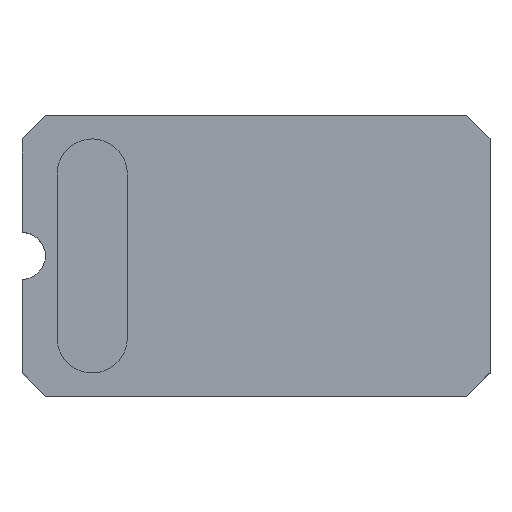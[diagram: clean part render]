
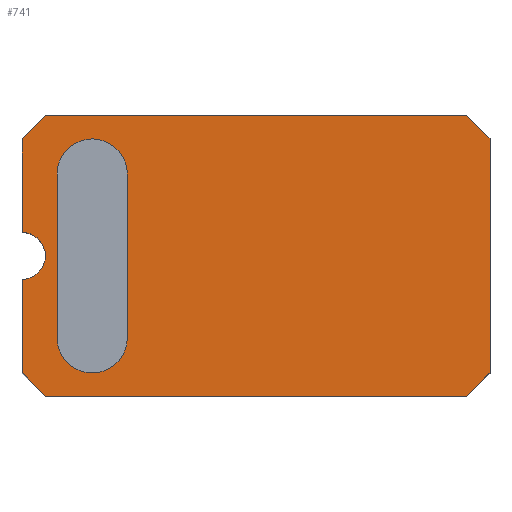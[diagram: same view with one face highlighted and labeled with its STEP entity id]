
A CAD part, top view. The second image highlights one B-rep face of the part: STEP entity #741.
In plain terms, the highlighted planar face has unit normal (0, 0, 1).
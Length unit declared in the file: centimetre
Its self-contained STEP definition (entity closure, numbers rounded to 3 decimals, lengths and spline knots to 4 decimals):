
#16=FACE_BOUND($,#96,.T.);
#20=CIRCLE($,#791,0.0075);
#22=CIRCLE($,#794,0.0075);
#24=CIRCLE($,#800,0.005);
#51=FACE_OUTER_BOUND($,#95,.T.);
#95=EDGE_LOOP($,(#545,#546,#547,#548,#549,#550,#551,#552,#553,#554));
#96=EDGE_LOOP($,(#555,#556,#557,#558));
#151=LINE($,#1092,#243);
#157=LINE($,#1111,#249);
#161=LINE($,#1121,#253);
#163=LINE($,#1125,#255);
#164=LINE($,#1127,#256);
#165=LINE($,#1129,#257);
#166=LINE($,#1131,#258);
#167=LINE($,#1133,#259);
#168=LINE($,#1137,#260);
#169=LINE($,#1139,#261);
#170=LINE($,#1140,#262);
#243=VECTOR($,#882,0.035);
#249=VECTOR($,#902,0.035);
#253=VECTOR($,#910,0.0071);
#255=VECTOR($,#914,0.05);
#256=VECTOR($,#915,0.0071);
#257=VECTOR($,#916,0.09);
#258=VECTOR($,#917,0.0071);
#259=VECTOR($,#918,0.02);
#260=VECTOR($,#921,0.02);
#261=VECTOR($,#922,0.0071);
#262=VECTOR($,#923,0.09);
#327=VERTEX_POINT($,#1090);
#328=VERTEX_POINT($,#1091);
#331=VERTEX_POINT($,#1099);
#333=VERTEX_POINT($,#1105);
#337=VERTEX_POINT($,#1118);
#338=VERTEX_POINT($,#1120);
#339=VERTEX_POINT($,#1124);
#340=VERTEX_POINT($,#1126);
#341=VERTEX_POINT($,#1128);
#342=VERTEX_POINT($,#1130);
#343=VERTEX_POINT($,#1132);
#344=VERTEX_POINT($,#1134);
#345=VERTEX_POINT($,#1136);
#346=VERTEX_POINT($,#1138);
#403=EDGE_CURVE($,#327,#328,#151,.T.);
#407=EDGE_CURVE($,#328,#331,#20,.T.);
#410=EDGE_CURVE($,#333,#327,#22,.T.);
#413=EDGE_CURVE($,#331,#333,#157,.T.);
#417=EDGE_CURVE($,#337,#338,#161,.T.);
#419=EDGE_CURVE($,#337,#339,#163,.T.);
#420=EDGE_CURVE($,#340,#339,#164,.T.);
#421=EDGE_CURVE($,#340,#341,#165,.T.);
#422=EDGE_CURVE($,#342,#341,#166,.T.);
#423=EDGE_CURVE($,#342,#343,#167,.T.);
#424=EDGE_CURVE($,#343,#344,#24,.T.);
#425=EDGE_CURVE($,#344,#345,#168,.T.);
#426=EDGE_CURVE($,#346,#345,#169,.T.);
#427=EDGE_CURVE($,#346,#338,#170,.T.);
#545=ORIENTED_EDGE($,*,*,#417,.F.);
#546=ORIENTED_EDGE($,*,*,#419,.T.);
#547=ORIENTED_EDGE($,*,*,#420,.F.);
#548=ORIENTED_EDGE($,*,*,#421,.T.);
#549=ORIENTED_EDGE($,*,*,#422,.F.);
#550=ORIENTED_EDGE($,*,*,#423,.T.);
#551=ORIENTED_EDGE($,*,*,#424,.T.);
#552=ORIENTED_EDGE($,*,*,#425,.T.);
#553=ORIENTED_EDGE($,*,*,#426,.F.);
#554=ORIENTED_EDGE($,*,*,#427,.T.);
#555=ORIENTED_EDGE($,*,*,#407,.T.);
#556=ORIENTED_EDGE($,*,*,#413,.T.);
#557=ORIENTED_EDGE($,*,*,#410,.T.);
#558=ORIENTED_EDGE($,*,*,#403,.T.);
#699=PLANE($,#799);
#741=ADVANCED_FACE($,(#51,#16),#699,.T.);
#791=AXIS2_PLACEMENT_3D($,#1100,#888,#889);
#794=AXIS2_PLACEMENT_3D($,#1106,#895,#896);
#799=AXIS2_PLACEMENT_3D($,#1123,#912,#913);
#800=AXIS2_PLACEMENT_3D($,#1135,#919,#920);
#882=DIRECTION($,(0.,-1.,0.));
#888=DIRECTION('center_axis',(0.,0.,-1.));
#889=DIRECTION('ref_axis',(0.707,-0.707,0.));
#895=DIRECTION('center_axis',(0.,0.,-1.));
#896=DIRECTION('ref_axis',(-0.707,0.707,0.));
#902=DIRECTION($,(0.,1.,0.));
#910=DIRECTION($,(-0.707,-0.707,0.));
#912=DIRECTION('center_axis',(0.,0.,1.));
#913=DIRECTION('ref_axis',(1.,0.,0.));
#914=DIRECTION($,(0.,1.,0.));
#915=DIRECTION($,(0.707,-0.707,0.));
#916=DIRECTION($,(-1.,0.,0.));
#917=DIRECTION($,(0.707,0.707,0.));
#918=DIRECTION($,(0.,-1.,0.));
#919=DIRECTION('center_axis',(0.,0.,-1.));
#920=DIRECTION('ref_axis',(1.,0.,0.));
#921=DIRECTION($,(0.,-1.,0.));
#922=DIRECTION($,(-0.707,0.707,0.));
#923=DIRECTION($,(1.,0.,0.));
#1090=CARTESIAN_POINT('',(-0.0275,0.0175,0.0245));
#1091=CARTESIAN_POINT('',(-0.0275,-0.0175,0.0245));
#1092=CARTESIAN_POINT($,(-0.0275,0.,0.0245));
#1099=CARTESIAN_POINT('',(-0.0425,-0.0175,0.0245));
#1100=CARTESIAN_POINT('Origin',(-0.035,-0.0175,0.0245));
#1105=CARTESIAN_POINT('',(-0.0425,0.0175,0.0245));
#1106=CARTESIAN_POINT('Origin',(-0.035,0.0175,0.0245));
#1111=CARTESIAN_POINT($,(-0.0425,0.,0.0245));
#1118=CARTESIAN_POINT('',(0.05,-0.025,0.0245));
#1120=CARTESIAN_POINT('',(0.045,-0.03,0.0245));
#1121=CARTESIAN_POINT($,(0.0425,-0.0325,0.0245));
#1123=CARTESIAN_POINT('Origin',(0.,0.,0.0245));
#1124=CARTESIAN_POINT('',(0.05,0.025,0.0245));
#1125=CARTESIAN_POINT($,(0.05,0.,0.0245));
#1126=CARTESIAN_POINT('',(0.045,0.03,0.0245));
#1127=CARTESIAN_POINT($,(0.0425,0.0325,0.0245));
#1128=CARTESIAN_POINT('',(-0.045,0.03,0.0245));
#1129=CARTESIAN_POINT($,(0.,0.03,0.0245));
#1130=CARTESIAN_POINT('',(-0.05,0.025,0.0245));
#1131=CARTESIAN_POINT($,(-0.0425,0.0325,0.0245));
#1132=CARTESIAN_POINT('',(-0.05,0.005,0.0245));
#1133=CARTESIAN_POINT($,(-0.05,0.,0.0245));
#1134=CARTESIAN_POINT('',(-0.05,-0.005,0.0245));
#1135=CARTESIAN_POINT('Origin',(-0.05,0.,0.0245));
#1136=CARTESIAN_POINT('',(-0.05,-0.025,0.0245));
#1137=CARTESIAN_POINT($,(-0.05,0.,0.0245));
#1138=CARTESIAN_POINT('',(-0.045,-0.03,0.0245));
#1139=CARTESIAN_POINT($,(-0.0425,-0.0325,0.0245));
#1140=CARTESIAN_POINT($,(0.,-0.03,0.0245));
